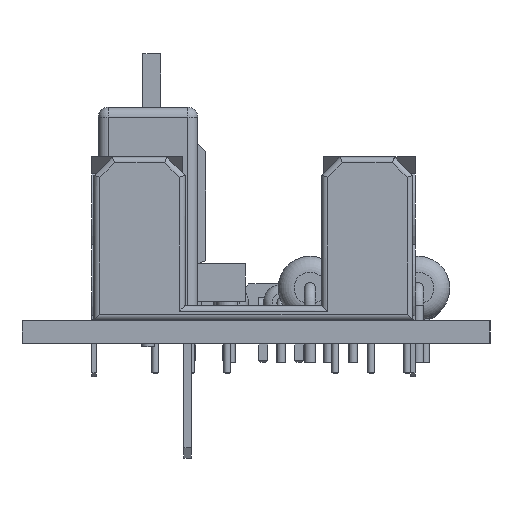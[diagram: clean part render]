
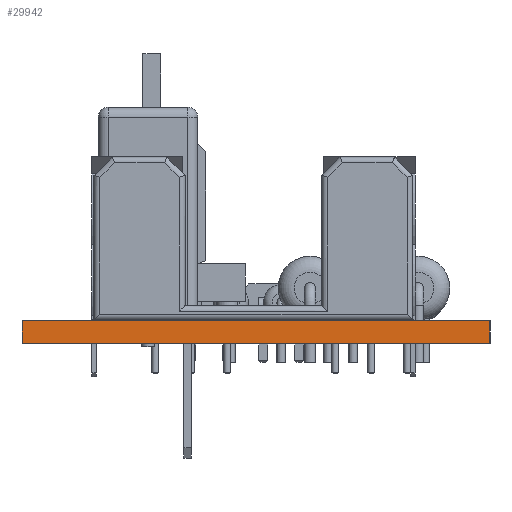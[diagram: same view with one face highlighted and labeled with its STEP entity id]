
A CAD part, left-side view. The second image highlights one B-rep face of the part: STEP entity #29942.
In plain terms, the highlighted planar face has unit normal (-1, 0, 0).
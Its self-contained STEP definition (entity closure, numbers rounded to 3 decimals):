
#29942 = ADVANCED_FACE('',(#29943),#29957,.F.);
#29943 = FACE_BOUND('',#29944,.F.);
#29944 = EDGE_LOOP('',(#29945,#29980,#30008,#30036));
#29945 = ORIENTED_EDGE('',*,*,#29946,.T.);
#29946 = EDGE_CURVE('',#29947,#29949,#29951,.T.);
#29947 = VERTEX_POINT('',#29948);
#29948 = CARTESIAN_POINT('',(68.58,-58.42,0.));
#29949 = VERTEX_POINT('',#29950);
#29950 = CARTESIAN_POINT('',(68.58,-58.42,1.6));
#29951 = SURFACE_CURVE('',#29952,(#29956,#29968),.PCURVE_S1.);
#29952 = LINE('',#29953,#29954);
#29953 = CARTESIAN_POINT('',(68.58,-58.42,0.));
#29954 = VECTOR('',#29955,1.);
#29955 = DIRECTION('',(0.,0.,1.));
#29956 = PCURVE('',#29957,#29962);
#29957 = PLANE('',#29958);
#29958 = AXIS2_PLACEMENT_3D('',#29959,#29960,#29961);
#29959 = CARTESIAN_POINT('',(68.58,-58.42,0.));
#29960 = DIRECTION('',(1.,0.,0.));
#29961 = DIRECTION('',(0.,-1.,0.));
#29962 = DEFINITIONAL_REPRESENTATION('',(#29963),#29967);
#29963 = LINE('',#29964,#29965);
#29964 = CARTESIAN_POINT('',(0.,0.));
#29965 = VECTOR('',#29966,1.);
#29966 = DIRECTION('',(0.,-1.));
#29967 = ( GEOMETRIC_REPRESENTATION_CONTEXT(2) 
PARAMETRIC_REPRESENTATION_CONTEXT() REPRESENTATION_CONTEXT('2D SPACE',''
  ) );
#29968 = PCURVE('',#29969,#29974);
#29969 = PLANE('',#29970);
#29970 = AXIS2_PLACEMENT_3D('',#29971,#29972,#29973);
#29971 = CARTESIAN_POINT('',(185.,-58.42,0.));
#29972 = DIRECTION('',(0.,-1.,0.));
#29973 = DIRECTION('',(-1.,0.,0.));
#29974 = DEFINITIONAL_REPRESENTATION('',(#29975),#29979);
#29975 = LINE('',#29976,#29977);
#29976 = CARTESIAN_POINT('',(116.42,0.));
#29977 = VECTOR('',#29978,1.);
#29978 = DIRECTION('',(0.,-1.));
#29979 = ( GEOMETRIC_REPRESENTATION_CONTEXT(2) 
PARAMETRIC_REPRESENTATION_CONTEXT() REPRESENTATION_CONTEXT('2D SPACE',''
  ) );
#29980 = ORIENTED_EDGE('',*,*,#29981,.T.);
#29981 = EDGE_CURVE('',#29949,#29982,#29984,.T.);
#29982 = VERTEX_POINT('',#29983);
#29983 = CARTESIAN_POINT('',(68.58,-91.44,1.6));
#29984 = SURFACE_CURVE('',#29985,(#29989,#29996),.PCURVE_S1.);
#29985 = LINE('',#29986,#29987);
#29986 = CARTESIAN_POINT('',(68.58,-58.42,1.6));
#29987 = VECTOR('',#29988,1.);
#29988 = DIRECTION('',(0.,-1.,0.));
#29989 = PCURVE('',#29957,#29990);
#29990 = DEFINITIONAL_REPRESENTATION('',(#29991),#29995);
#29991 = LINE('',#29992,#29993);
#29992 = CARTESIAN_POINT('',(0.,-1.6));
#29993 = VECTOR('',#29994,1.);
#29994 = DIRECTION('',(1.,0.));
#29995 = ( GEOMETRIC_REPRESENTATION_CONTEXT(2) 
PARAMETRIC_REPRESENTATION_CONTEXT() REPRESENTATION_CONTEXT('2D SPACE',''
  ) );
#29996 = PCURVE('',#29997,#30002);
#29997 = PLANE('',#29998);
#29998 = AXIS2_PLACEMENT_3D('',#29999,#30000,#30001);
#29999 = CARTESIAN_POINT('',(126.79,-74.93,1.6));
#30000 = DIRECTION('',(0.,0.,1.));
#30001 = DIRECTION('',(1.,0.,0.));
#30002 = DEFINITIONAL_REPRESENTATION('',(#30003),#30007);
#30003 = LINE('',#30004,#30005);
#30004 = CARTESIAN_POINT('',(-58.21,16.51));
#30005 = VECTOR('',#30006,1.);
#30006 = DIRECTION('',(0.,-1.));
#30007 = ( GEOMETRIC_REPRESENTATION_CONTEXT(2) 
PARAMETRIC_REPRESENTATION_CONTEXT() REPRESENTATION_CONTEXT('2D SPACE',''
  ) );
#30008 = ORIENTED_EDGE('',*,*,#30009,.F.);
#30009 = EDGE_CURVE('',#30010,#29982,#30012,.T.);
#30010 = VERTEX_POINT('',#30011);
#30011 = CARTESIAN_POINT('',(68.58,-91.44,0.));
#30012 = SURFACE_CURVE('',#30013,(#30017,#30024),.PCURVE_S1.);
#30013 = LINE('',#30014,#30015);
#30014 = CARTESIAN_POINT('',(68.58,-91.44,0.));
#30015 = VECTOR('',#30016,1.);
#30016 = DIRECTION('',(0.,0.,1.));
#30017 = PCURVE('',#29957,#30018);
#30018 = DEFINITIONAL_REPRESENTATION('',(#30019),#30023);
#30019 = LINE('',#30020,#30021);
#30020 = CARTESIAN_POINT('',(33.02,0.));
#30021 = VECTOR('',#30022,1.);
#30022 = DIRECTION('',(0.,-1.));
#30023 = ( GEOMETRIC_REPRESENTATION_CONTEXT(2) 
PARAMETRIC_REPRESENTATION_CONTEXT() REPRESENTATION_CONTEXT('2D SPACE',''
  ) );
#30024 = PCURVE('',#30025,#30030);
#30025 = PLANE('',#30026);
#30026 = AXIS2_PLACEMENT_3D('',#30027,#30028,#30029);
#30027 = CARTESIAN_POINT('',(68.58,-91.44,0.));
#30028 = DIRECTION('',(0.,1.,0.));
#30029 = DIRECTION('',(1.,0.,0.));
#30030 = DEFINITIONAL_REPRESENTATION('',(#30031),#30035);
#30031 = LINE('',#30032,#30033);
#30032 = CARTESIAN_POINT('',(0.,0.));
#30033 = VECTOR('',#30034,1.);
#30034 = DIRECTION('',(0.,-1.));
#30035 = ( GEOMETRIC_REPRESENTATION_CONTEXT(2) 
PARAMETRIC_REPRESENTATION_CONTEXT() REPRESENTATION_CONTEXT('2D SPACE',''
  ) );
#30036 = ORIENTED_EDGE('',*,*,#30037,.F.);
#30037 = EDGE_CURVE('',#29947,#30010,#30038,.T.);
#30038 = SURFACE_CURVE('',#30039,(#30043,#30050),.PCURVE_S1.);
#30039 = LINE('',#30040,#30041);
#30040 = CARTESIAN_POINT('',(68.58,-58.42,0.));
#30041 = VECTOR('',#30042,1.);
#30042 = DIRECTION('',(0.,-1.,0.));
#30043 = PCURVE('',#29957,#30044);
#30044 = DEFINITIONAL_REPRESENTATION('',(#30045),#30049);
#30045 = LINE('',#30046,#30047);
#30046 = CARTESIAN_POINT('',(0.,0.));
#30047 = VECTOR('',#30048,1.);
#30048 = DIRECTION('',(1.,0.));
#30049 = ( GEOMETRIC_REPRESENTATION_CONTEXT(2) 
PARAMETRIC_REPRESENTATION_CONTEXT() REPRESENTATION_CONTEXT('2D SPACE',''
  ) );
#30050 = PCURVE('',#30051,#30056);
#30051 = PLANE('',#30052);
#30052 = AXIS2_PLACEMENT_3D('',#30053,#30054,#30055);
#30053 = CARTESIAN_POINT('',(126.79,-74.93,0.));
#30054 = DIRECTION('',(0.,0.,1.));
#30055 = DIRECTION('',(1.,0.,0.));
#30056 = DEFINITIONAL_REPRESENTATION('',(#30057),#30061);
#30057 = LINE('',#30058,#30059);
#30058 = CARTESIAN_POINT('',(-58.21,16.51));
#30059 = VECTOR('',#30060,1.);
#30060 = DIRECTION('',(0.,-1.));
#30061 = ( GEOMETRIC_REPRESENTATION_CONTEXT(2) 
PARAMETRIC_REPRESENTATION_CONTEXT() REPRESENTATION_CONTEXT('2D SPACE',''
  ) );
